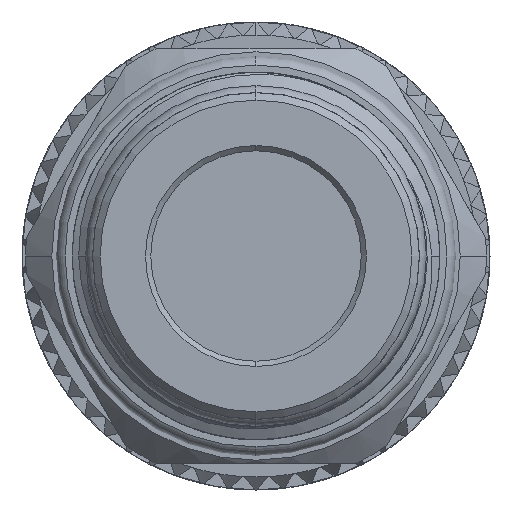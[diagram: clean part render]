
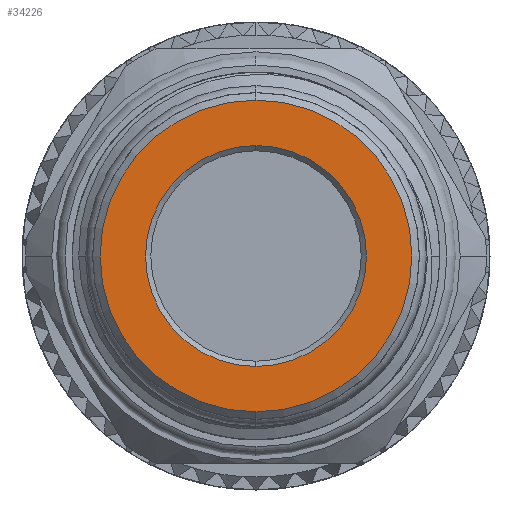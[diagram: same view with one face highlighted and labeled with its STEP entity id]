
A CAD part, left-side view. The second image highlights one B-rep face of the part: STEP entity #34226.
In plain terms, the highlighted planar face has unit normal (-1, 0, 0).
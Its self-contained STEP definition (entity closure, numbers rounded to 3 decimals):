
#264 = CARTESIAN_POINT ( 'NONE',  ( -72.3, 0., 0. ) ) ;
#756 = DIRECTION ( 'NONE',  ( 1., 0., 0. ) ) ;
#2411 = DIRECTION ( 'NONE',  ( 0., 0., 1. ) ) ;
#3061 = CIRCLE ( 'NONE', #28592, 8.325 ) ;
#3203 = DIRECTION ( 'NONE',  ( 0., 0., 1. ) ) ;
#4928 = AXIS2_PLACEMENT_3D ( 'NONE', #30940, #31189, #2411 ) ;
#6692 = VERTEX_POINT ( 'NONE', #9391 ) ;
#7246 = AXIS2_PLACEMENT_3D ( 'NONE', #264, #20521, #3203 ) ;
#8338 = VERTEX_POINT ( 'NONE', #21291 ) ;
#8859 = EDGE_CURVE ( 'NONE', #8338, #14521, #19416, .T. ) ;
#9348 = EDGE_CURVE ( 'NONE', #20812, #6692, #11224, .T. ) ;
#9391 = CARTESIAN_POINT ( 'NONE',  ( -72.3, 0., 5.9 ) ) ;
#9561 = DIRECTION ( 'NONE',  ( 0., 0., 1. ) ) ;
#10008 = DIRECTION ( 'NONE',  ( -1., 0., 0. ) ) ;
#11224 = CIRCLE ( 'NONE', #4928, 5.9 ) ;
#11483 = ORIENTED_EDGE ( 'NONE', *, *, #24842, .F. ) ;
#12122 = ORIENTED_EDGE ( 'NONE', *, *, #9348, .F. ) ;
#12250 = PLANE ( 'NONE',  #20073 ) ;
#14004 = ORIENTED_EDGE ( 'NONE', *, *, #14854, .T. ) ;
#14521 = VERTEX_POINT ( 'NONE', #16911 ) ;
#14854 = EDGE_CURVE ( 'NONE', #14521, #8338, #3061, .T. ) ;
#15667 = CARTESIAN_POINT ( 'NONE',  ( -72.3, 0., -5.9 ) ) ;
#16585 = FACE_BOUND ( 'NONE', #35082, .T. ) ;
#16911 = CARTESIAN_POINT ( 'NONE',  ( -72.3, 0., 8.325 ) ) ;
#16912 = ORIENTED_EDGE ( 'NONE', *, *, #8859, .T. ) ;
#17071 = FACE_OUTER_BOUND ( 'NONE', #27226, .T. ) ;
#17344 = AXIS2_PLACEMENT_3D ( 'NONE', #32421, #29558, #9561 ) ;
#18886 = DIRECTION ( 'NONE',  ( 0., 0., 1. ) ) ;
#19416 = CIRCLE ( 'NONE', #17344, 8.325 ) ;
#20073 = AXIS2_PLACEMENT_3D ( 'NONE', #21510, #756, #24787 ) ;
#20521 = DIRECTION ( 'NONE',  ( -1., 0., 0. ) ) ;
#20812 = VERTEX_POINT ( 'NONE', #15667 ) ;
#20830 = CIRCLE ( 'NONE', #7246, 5.9 ) ;
#21291 = CARTESIAN_POINT ( 'NONE',  ( -72.3, 0., -8.325 ) ) ;
#21510 = CARTESIAN_POINT ( 'NONE',  ( -72.3, 0., 0. ) ) ;
#24787 = DIRECTION ( 'NONE',  ( 0., 0., -1. ) ) ;
#24842 = EDGE_CURVE ( 'NONE', #6692, #20812, #20830, .T. ) ;
#27226 = EDGE_LOOP ( 'NONE', ( #16912, #14004 ) ) ;
#28592 = AXIS2_PLACEMENT_3D ( 'NONE', #30235, #10008, #18886 ) ;
#29558 = DIRECTION ( 'NONE',  ( -1., 0., 0. ) ) ;
#30235 = CARTESIAN_POINT ( 'NONE',  ( -72.3, 0., 0. ) ) ;
#30940 = CARTESIAN_POINT ( 'NONE',  ( -72.3, 0., 0. ) ) ;
#31189 = DIRECTION ( 'NONE',  ( -1., 0., 0. ) ) ;
#32421 = CARTESIAN_POINT ( 'NONE',  ( -72.3, 0., 0. ) ) ;
#34226 = ADVANCED_FACE ( 'NONE', ( #17071, #16585 ), #12250, .F. ) ;
#35082 = EDGE_LOOP ( 'NONE', ( #11483, #12122 ) ) ;
